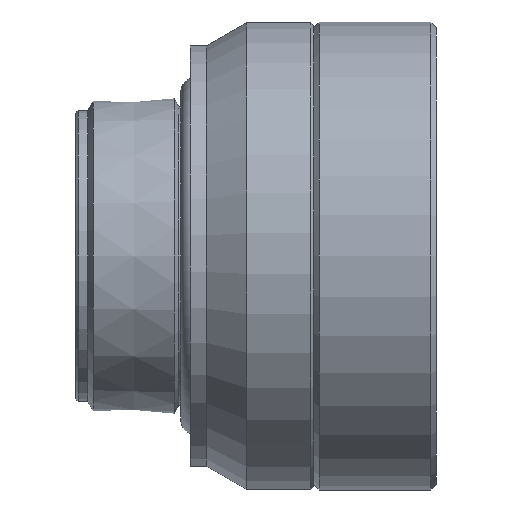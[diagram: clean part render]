
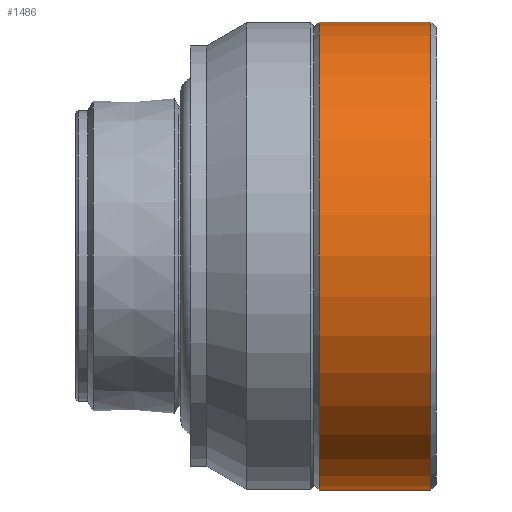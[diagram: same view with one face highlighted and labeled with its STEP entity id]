
A CAD part, front view. The second image highlights one B-rep face of the part: STEP entity #1486.
In plain terms, the highlighted cylindrical face has radius 44.069 mm (diameter 88.138 mm), a full revolution.
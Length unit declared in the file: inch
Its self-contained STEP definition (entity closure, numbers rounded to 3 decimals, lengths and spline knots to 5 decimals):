
#194=LINE('',#3272,#319);
#319=VECTOR('',#1957,1.735);
#328=CYLINDRICAL_SURFACE('',#1613,1.735);
#452=FACE_OUTER_BOUND('',#538,.T.);
#538=EDGE_LOOP('',(#1317,#1318,#1319,#1320,#1321,#1322));
#585=CIRCLE('',#1611,1.735);
#586=CIRCLE('',#1612,1.735);
#587=CIRCLE('',#1614,1.735);
#588=CIRCLE('',#1615,1.735);
#722=VERTEX_POINT('',#3262);
#723=VERTEX_POINT('',#3263);
#724=VERTEX_POINT('',#3268);
#725=VERTEX_POINT('',#3269);
#922=EDGE_CURVE('',#722,#723,#585,.T.);
#923=EDGE_CURVE('',#723,#722,#586,.T.);
#925=EDGE_CURVE('',#724,#725,#587,.T.);
#926=EDGE_CURVE('',#725,#724,#588,.T.);
#927=EDGE_CURVE('',#725,#723,#194,.T.);
#1317=ORIENTED_EDGE('',*,*,#925,.F.);
#1318=ORIENTED_EDGE('',*,*,#926,.F.);
#1319=ORIENTED_EDGE('',*,*,#927,.T.);
#1320=ORIENTED_EDGE('',*,*,#923,.T.);
#1321=ORIENTED_EDGE('',*,*,#922,.T.);
#1322=ORIENTED_EDGE('',*,*,#927,.F.);
#1486=ADVANCED_FACE('',(#452),#328,.T.);
#1611=AXIS2_PLACEMENT_3D('',#3264,#1946,#1947);
#1612=AXIS2_PLACEMENT_3D('',#3265,#1948,#1949);
#1613=AXIS2_PLACEMENT_3D('',#3267,#1951,#1952);
#1614=AXIS2_PLACEMENT_3D('',#3270,#1953,#1954);
#1615=AXIS2_PLACEMENT_3D('',#3271,#1955,#1956);
#1946=DIRECTION('center_axis',(1.,0.,0.));
#1947=DIRECTION('ref_axis',(0.,1.,0.));
#1948=DIRECTION('center_axis',(1.,0.,0.));
#1949=DIRECTION('ref_axis',(0.,1.,0.));
#1951=DIRECTION('center_axis',(1.,0.,0.));
#1952=DIRECTION('ref_axis',(0.,1.,0.));
#1953=DIRECTION('center_axis',(1.,0.,0.));
#1954=DIRECTION('ref_axis',(0.,1.,0.));
#1955=DIRECTION('center_axis',(1.,0.,0.));
#1956=DIRECTION('ref_axis',(0.,1.,0.));
#1957=DIRECTION('',(-1.,0.,0.));
#3262=CARTESIAN_POINT('',(1.805,1.735,0.));
#3263=CARTESIAN_POINT('',(1.805,-1.735,0.));
#3264=CARTESIAN_POINT('Origin',(1.805,0.,0.));
#3265=CARTESIAN_POINT('Origin',(1.805,0.,0.));
#3267=CARTESIAN_POINT('Origin',(2.22,0.,0.));
#3268=CARTESIAN_POINT('',(2.635,1.735,0.));
#3269=CARTESIAN_POINT('',(2.635,-1.735,0.));
#3270=CARTESIAN_POINT('Origin',(2.635,0.,0.));
#3271=CARTESIAN_POINT('Origin',(2.635,0.,0.));
#3272=CARTESIAN_POINT('',(2.22,-1.735,0.));
